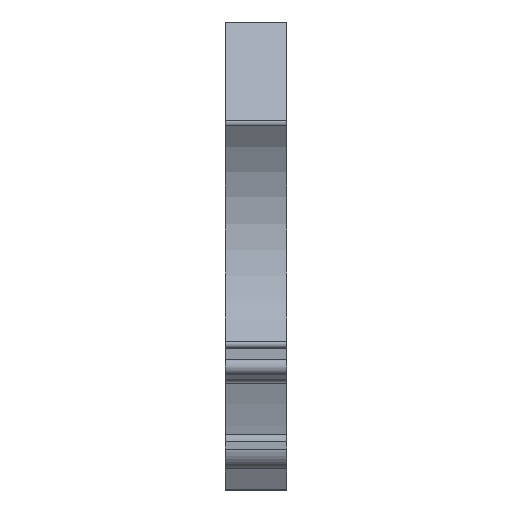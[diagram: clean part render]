
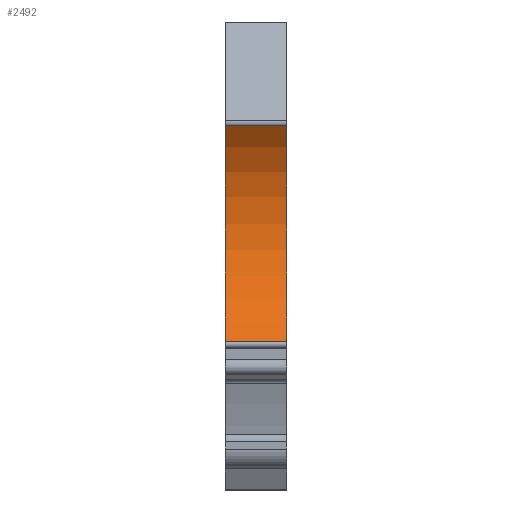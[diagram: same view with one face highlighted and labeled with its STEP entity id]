
A CAD part, front view. The second image highlights one B-rep face of the part: STEP entity #2492.
In plain terms, the highlighted cylindrical face has radius 15.396 mm (diameter 30.792 mm), a partial arc.
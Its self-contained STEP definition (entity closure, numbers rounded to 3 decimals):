
#627 = VERTEX_POINT('',#628);
#628 = CARTESIAN_POINT('',(-0.1,-44.713,8.907));
#635 = EDGE_CURVE('',#627,#636,#638,.T.);
#636 = VERTEX_POINT('',#637);
#637 = CARTESIAN_POINT('',(-0.1,-42.766,
    30.248));
#638 = CIRCLE('',#639,15.396);
#639 = AXIS2_PLACEMENT_3D('',#640,#641,#642);
#640 = CARTESIAN_POINT('',(-0.1,-54.749,20.582));
#641 = DIRECTION('',(1.,0.,0.));
#642 = DIRECTION('',(0.,0.,-1.));
#1300 = VERTEX_POINT('',#1301);
#1301 = CARTESIAN_POINT('',(6.,-44.713,8.907));
#1308 = EDGE_CURVE('',#1300,#1309,#1311,.T.);
#1309 = VERTEX_POINT('',#1310);
#1310 = CARTESIAN_POINT('',(6.,-42.766,30.248));
#1311 = CIRCLE('',#1312,15.396);
#1312 = AXIS2_PLACEMENT_3D('',#1313,#1314,#1315);
#1313 = CARTESIAN_POINT('',(6.,-54.749,20.582));
#1314 = DIRECTION('',(1.,0.,0.));
#1315 = DIRECTION('',(0.,0.,-1.));
#2480 = EDGE_CURVE('',#1300,#627,#2481,.T.);
#2481 = LINE('',#2482,#2483);
#2482 = CARTESIAN_POINT('',(6.,-44.713,8.907));
#2483 = VECTOR('',#2484,1.);
#2484 = DIRECTION('',(-1.,0.,0.));
#2492 = ADVANCED_FACE('',(#2493),#2504,.F.);
#2493 = FACE_BOUND('',#2494,.F.);
#2494 = EDGE_LOOP('',(#2495,#2496,#2497,#2503));
#2495 = ORIENTED_EDGE('',*,*,#2480,.T.);
#2496 = ORIENTED_EDGE('',*,*,#635,.T.);
#2497 = ORIENTED_EDGE('',*,*,#2498,.F.);
#2498 = EDGE_CURVE('',#1309,#636,#2499,.T.);
#2499 = LINE('',#2500,#2501);
#2500 = CARTESIAN_POINT('',(6.,-42.766,30.248));
#2501 = VECTOR('',#2502,1.);
#2502 = DIRECTION('',(-1.,0.,0.));
#2503 = ORIENTED_EDGE('',*,*,#1308,.F.);
#2504 = CYLINDRICAL_SURFACE('',#2505,15.396);
#2505 = AXIS2_PLACEMENT_3D('',#2506,#2507,#2508);
#2506 = CARTESIAN_POINT('',(6.,-54.749,20.582));
#2507 = DIRECTION('',(1.,0.,0.));
#2508 = DIRECTION('',(0.,0.,-1.));
